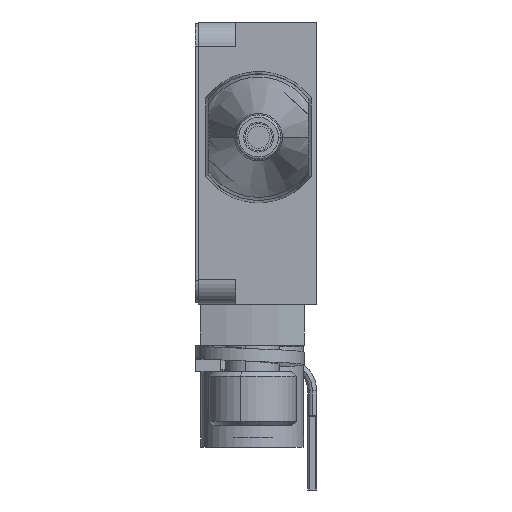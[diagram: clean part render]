
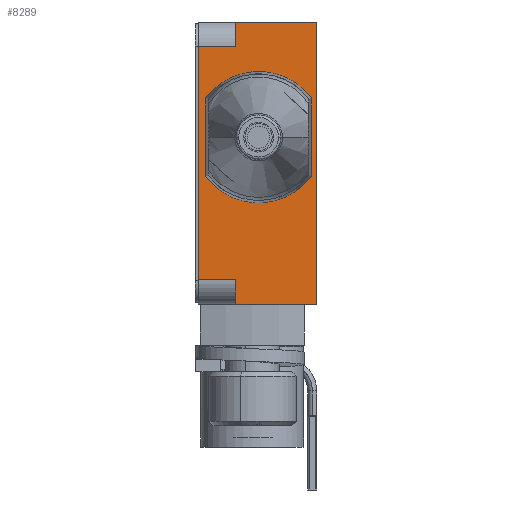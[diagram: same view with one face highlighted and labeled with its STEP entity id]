
A CAD part, left-side view. The second image highlights one B-rep face of the part: STEP entity #8289.
In plain terms, the highlighted planar face has unit normal (-1, 0, 0).
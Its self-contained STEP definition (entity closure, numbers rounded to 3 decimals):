
#110 = CIRCLE ( 'NONE', #11299, 1.3 ) ;
#1472 = DIRECTION ( 'NONE',  ( 0., 1., 0. ) ) ;
#1792 = EDGE_LOOP ( 'NONE', ( #15768, #7139 ) ) ;
#2063 = DIRECTION ( 'NONE',  ( 0., 0., -1. ) ) ;
#2445 = DIRECTION ( 'NONE',  ( 1., 0., 0. ) ) ;
#2581 = VERTEX_POINT ( 'NONE', #8662 ) ;
#2860 = AXIS2_PLACEMENT_3D ( 'NONE', #12451, #14558, #2063 ) ;
#3283 = EDGE_CURVE ( 'NONE', #9101, #19878, #5911, .T. ) ;
#3387 = EDGE_CURVE ( 'NONE', #21426, #19878, #8823, .T. ) ;
#3846 = VECTOR ( 'NONE', #24442, 1000. ) ;
#4166 = EDGE_CURVE ( 'NONE', #22542, #19018, #13016, .T. ) ;
#4526 = VECTOR ( 'NONE', #20157, 1000. ) ;
#5051 = LINE ( 'NONE', #26874, #10604 ) ;
#5231 = CARTESIAN_POINT ( 'NONE',  ( -34.171, 79.509, 101.673 ) ) ;
#5257 = VECTOR ( 'NONE', #1472, 1000. ) ;
#5381 = ORIENTED_EDGE ( 'NONE', *, *, #13599, .F. ) ;
#5911 = LINE ( 'NONE', #22328, #5257 ) ;
#6076 = AXIS2_PLACEMENT_3D ( 'NONE', #7137, #21755, #9245 ) ;
#6411 = EDGE_CURVE ( 'NONE', #17795, #22542, #5051, .T. ) ;
#6662 = CARTESIAN_POINT ( 'NONE',  ( -34.171, 82.789, 101.673 ) ) ;
#6833 = VECTOR ( 'NONE', #26181, 1000. ) ;
#7137 = CARTESIAN_POINT ( 'NONE',  ( -34.171, 81.859, 97.023 ) ) ;
#7139 = ORIENTED_EDGE ( 'NONE', *, *, #11955, .T. ) ;
#7565 = CARTESIAN_POINT ( 'NONE',  ( -34.171, 79.509, 101.673 ) ) ;
#7641 = CARTESIAN_POINT ( 'NONE',  ( -34.171, 82.789, 91.273 ) ) ;
#8289 = ADVANCED_FACE ( 'NONE', ( #13445, #24616 ), #25023, .F. ) ;
#8662 = CARTESIAN_POINT ( 'NONE',  ( -34.171, 81.859, 98.323 ) ) ;
#8747 = VERTEX_POINT ( 'NONE', #23796 ) ;
#8823 = LINE ( 'NONE', #24892, #19282 ) ;
#9101 = VERTEX_POINT ( 'NONE', #24423 ) ;
#9245 = DIRECTION ( 'NONE',  ( 0., 0., -1. ) ) ;
#9425 = LINE ( 'NONE', #15911, #3846 ) ;
#9764 = VECTOR ( 'NONE', #11186, 1000. ) ;
#10021 = ORIENTED_EDGE ( 'NONE', *, *, #3283, .T. ) ;
#10220 = ORIENTED_EDGE ( 'NONE', *, *, #14357, .T. ) ;
#10604 = VECTOR ( 'NONE', #22910, 1000. ) ;
#10741 = LINE ( 'NONE', #7641, #4526 ) ;
#11085 = CARTESIAN_POINT ( 'NONE',  ( -34.171, 81.859, 95.723 ) ) ;
#11186 = DIRECTION ( 'NONE',  ( 0., 0., 1. ) ) ;
#11299 = AXIS2_PLACEMENT_3D ( 'NONE', #14951, #2445, #17070 ) ;
#11955 = EDGE_CURVE ( 'NONE', #2581, #22801, #20589, .T. ) ;
#12340 = DIRECTION ( 'NONE',  ( 0., -1., 0. ) ) ;
#12451 = CARTESIAN_POINT ( 'NONE',  ( -34.171, 84.289, 101.673 ) ) ;
#13016 = LINE ( 'NONE', #5231, #6833 ) ;
#13445 = FACE_BOUND ( 'NONE', #1792, .T. ) ;
#13599 = EDGE_CURVE ( 'NONE', #8747, #21426, #10741, .T. ) ;
#14087 = EDGE_CURVE ( 'NONE', #18409, #19018, #25798, .T. ) ;
#14213 = CARTESIAN_POINT ( 'NONE',  ( -34.171, 84.289, 100.673 ) ) ;
#14357 = EDGE_CURVE ( 'NONE', #18409, #9101, #9425, .T. ) ;
#14361 = CARTESIAN_POINT ( 'NONE',  ( -34.171, 84.289, 91.273 ) ) ;
#14558 = DIRECTION ( 'NONE',  ( 1., 0., 0. ) ) ;
#14951 = CARTESIAN_POINT ( 'NONE',  ( -34.171, 81.859, 97.023 ) ) ;
#15768 = ORIENTED_EDGE ( 'NONE', *, *, #22011, .T. ) ;
#15911 = CARTESIAN_POINT ( 'NONE',  ( -34.171, 82.789, 101.673 ) ) ;
#16328 = ORIENTED_EDGE ( 'NONE', *, *, #17013, .F. ) ;
#16535 = DIRECTION ( 'NONE',  ( 0., 0., 1. ) ) ;
#16566 = CARTESIAN_POINT ( 'NONE',  ( -34.171, 84.289, 101.673 ) ) ;
#16899 = ORIENTED_EDGE ( 'NONE', *, *, #6411, .T. ) ;
#17013 = EDGE_CURVE ( 'NONE', #17795, #8747, #26453, .T. ) ;
#17070 = DIRECTION ( 'NONE',  ( 0., 0., -1. ) ) ;
#17795 = VERTEX_POINT ( 'NONE', #23349 ) ;
#18146 = ORIENTED_EDGE ( 'NONE', *, *, #3387, .F. ) ;
#18409 = VERTEX_POINT ( 'NONE', #6662 ) ;
#19018 = VERTEX_POINT ( 'NONE', #7565 ) ;
#19282 = VECTOR ( 'NONE', #16535, 1000. ) ;
#19878 = VERTEX_POINT ( 'NONE', #14213 ) ;
#20157 = DIRECTION ( 'NONE',  ( 0., 1., 0. ) ) ;
#20589 = CIRCLE ( 'NONE', #6076, 1.3 ) ;
#20855 = ORIENTED_EDGE ( 'NONE', *, *, #4166, .T. ) ;
#21426 = VERTEX_POINT ( 'NONE', #14361 ) ;
#21755 = DIRECTION ( 'NONE',  ( 1., 0., 0. ) ) ;
#22011 = EDGE_CURVE ( 'NONE', #22801, #2581, #110, .T. ) ;
#22328 = CARTESIAN_POINT ( 'NONE',  ( -34.171, 82.789, 100.673 ) ) ;
#22542 = VERTEX_POINT ( 'NONE', #24569 ) ;
#22801 = VERTEX_POINT ( 'NONE', #11085 ) ;
#22910 = DIRECTION ( 'NONE',  ( 0., -1., 0. ) ) ;
#23006 = EDGE_LOOP ( 'NONE', ( #10220, #10021, #18146, #5381, #16328, #16899, #20855, #24416 ) ) ;
#23349 = CARTESIAN_POINT ( 'NONE',  ( -34.171, 82.789, 90.273 ) ) ;
#23796 = CARTESIAN_POINT ( 'NONE',  ( -34.171, 82.789, 91.273 ) ) ;
#23810 = VECTOR ( 'NONE', #12340, 1000. ) ;
#24416 = ORIENTED_EDGE ( 'NONE', *, *, #14087, .F. ) ;
#24423 = CARTESIAN_POINT ( 'NONE',  ( -34.171, 82.789, 100.673 ) ) ;
#24442 = DIRECTION ( 'NONE',  ( 0., 0., -1. ) ) ;
#24569 = CARTESIAN_POINT ( 'NONE',  ( -34.171, 79.509, 90.273 ) ) ;
#24616 = FACE_OUTER_BOUND ( 'NONE', #23006, .T. ) ;
#24892 = CARTESIAN_POINT ( 'NONE',  ( -34.171, 84.289, 101.673 ) ) ;
#25023 = PLANE ( 'NONE',  #2860 ) ;
#25798 = LINE ( 'NONE', #16566, #23810 ) ;
#25850 = CARTESIAN_POINT ( 'NONE',  ( -34.171, 82.789, 90.273 ) ) ;
#26181 = DIRECTION ( 'NONE',  ( 0., 0., 1. ) ) ;
#26453 = LINE ( 'NONE', #25850, #9764 ) ;
#26874 = CARTESIAN_POINT ( 'NONE',  ( -34.171, 84.289, 90.273 ) ) ;
